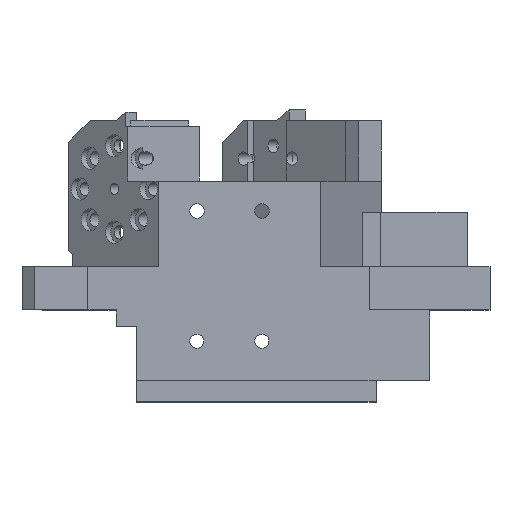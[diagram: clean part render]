
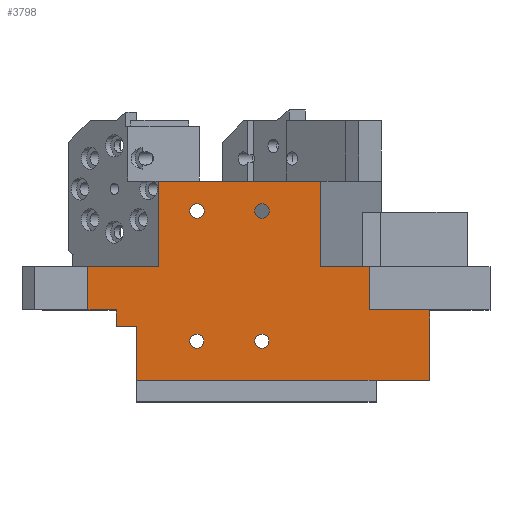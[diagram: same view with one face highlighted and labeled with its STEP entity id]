
A CAD part, top view. The second image highlights one B-rep face of the part: STEP entity #3798.
In plain terms, the highlighted planar face has unit normal (0, 0, 1).
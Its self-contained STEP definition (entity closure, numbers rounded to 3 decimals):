
#118=FACE_BOUND('',#896,.T.);
#119=FACE_BOUND('',#897,.T.);
#120=FACE_BOUND('',#898,.T.);
#121=FACE_BOUND('',#899,.T.);
#439=PLANE('',#4143);
#628=FACE_OUTER_BOUND('',#895,.T.);
#895=EDGE_LOOP('',(#3504,#3505,#3506,#3507,#3508,#3509,#3510,#3511,#3512,
#3513,#3514,#3515,#3516,#3517,#3518));
#896=EDGE_LOOP('',(#3519));
#897=EDGE_LOOP('',(#3520));
#898=EDGE_LOOP('',(#3521));
#899=EDGE_LOOP('',(#3522));
#930=LINE('',#5240,#1289);
#985=LINE('',#5433,#1344);
#989=LINE('',#5441,#1348);
#1032=LINE('',#5543,#1391);
#1046=LINE('',#5586,#1405);
#1092=LINE('',#5691,#1451);
#1123=LINE('',#5762,#1482);
#1132=LINE('',#5778,#1491);
#1191=LINE('',#5967,#1550);
#1248=LINE('',#6151,#1607);
#1250=LINE('',#6154,#1609);
#1251=LINE('',#6156,#1610);
#1254=LINE('',#6163,#1613);
#1259=LINE('',#6171,#1618);
#1260=LINE('',#6173,#1619);
#1289=VECTOR('',#4206,10.);
#1344=VECTOR('',#4385,10.);
#1348=VECTOR('',#4391,10.);
#1391=VECTOR('',#4464,10.);
#1405=VECTOR('',#4496,10.);
#1451=VECTOR('',#4592,10.);
#1482=VECTOR('',#4661,10.);
#1491=VECTOR('',#4672,10.);
#1550=VECTOR('',#4879,10.);
#1607=VECTOR('',#5118,10.);
#1609=VECTOR('',#5122,10.);
#1610=VECTOR('',#5125,10.);
#1613=VECTOR('',#5132,10.);
#1618=VECTOR('',#5141,10.);
#1619=VECTOR('',#5144,10.);
#1704=CIRCLE('',#4009,1.35);
#1705=CIRCLE('',#4011,1.35);
#1750=CIRCLE('',#4126,1.3);
#1751=CIRCLE('',#4128,1.3);
#1783=VERTEX_POINT('',#5237);
#1784=VERTEX_POINT('',#5239);
#1857=VERTEX_POINT('',#5426);
#1860=VERTEX_POINT('',#5431);
#1863=VERTEX_POINT('',#5439);
#1906=VERTEX_POINT('',#5540);
#1907=VERTEX_POINT('',#5542);
#1927=VERTEX_POINT('',#5584);
#1961=VERTEX_POINT('',#5690);
#1982=VERTEX_POINT('',#5761);
#1988=VERTEX_POINT('',#5777);
#2021=VERTEX_POINT('',#5885);
#2022=VERTEX_POINT('',#5889);
#2035=VERTEX_POINT('',#5929);
#2041=VERTEX_POINT('',#5950);
#2078=VERTEX_POINT('',#6131);
#2079=VERTEX_POINT('',#6135);
#2080=VERTEX_POINT('',#6150);
#2082=VERTEX_POINT('',#6162);
#2112=EDGE_CURVE('',#1784,#1783,#930,.T.);
#2204=EDGE_CURVE('',#1857,#1860,#985,.T.);
#2208=EDGE_CURVE('',#1860,#1863,#989,.T.);
#2258=EDGE_CURVE('',#1906,#1907,#1032,.T.);
#2280=EDGE_CURVE('',#1906,#1927,#1046,.T.);
#2333=EDGE_CURVE('',#1907,#1961,#1092,.T.);
#2368=EDGE_CURVE('',#1982,#1961,#1123,.T.);
#2377=EDGE_CURVE('',#1988,#1982,#1132,.T.);
#2431=EDGE_CURVE('',#2021,#2021,#1704,.T.);
#2433=EDGE_CURVE('',#2022,#2022,#1705,.T.);
#2470=EDGE_CURVE('',#2035,#2041,#1191,.T.);
#2550=EDGE_CURVE('',#2078,#2078,#1750,.T.);
#2552=EDGE_CURVE('',#2079,#2079,#1751,.T.);
#2557=EDGE_CURVE('',#1784,#2080,#1248,.T.);
#2559=EDGE_CURVE('',#1863,#2035,#1250,.T.);
#2560=EDGE_CURVE('',#2041,#2080,#1251,.T.);
#2563=EDGE_CURVE('',#1857,#2082,#1254,.T.);
#2568=EDGE_CURVE('',#2082,#1927,#1259,.T.);
#2569=EDGE_CURVE('',#1783,#1988,#1260,.T.);
#3504=ORIENTED_EDGE('',*,*,#2333,.F.);
#3505=ORIENTED_EDGE('',*,*,#2258,.F.);
#3506=ORIENTED_EDGE('',*,*,#2280,.T.);
#3507=ORIENTED_EDGE('',*,*,#2568,.F.);
#3508=ORIENTED_EDGE('',*,*,#2563,.F.);
#3509=ORIENTED_EDGE('',*,*,#2204,.T.);
#3510=ORIENTED_EDGE('',*,*,#2208,.T.);
#3511=ORIENTED_EDGE('',*,*,#2559,.T.);
#3512=ORIENTED_EDGE('',*,*,#2470,.T.);
#3513=ORIENTED_EDGE('',*,*,#2560,.T.);
#3514=ORIENTED_EDGE('',*,*,#2557,.F.);
#3515=ORIENTED_EDGE('',*,*,#2112,.T.);
#3516=ORIENTED_EDGE('',*,*,#2569,.T.);
#3517=ORIENTED_EDGE('',*,*,#2377,.T.);
#3518=ORIENTED_EDGE('',*,*,#2368,.T.);
#3519=ORIENTED_EDGE('',*,*,#2431,.F.);
#3520=ORIENTED_EDGE('',*,*,#2433,.F.);
#3521=ORIENTED_EDGE('',*,*,#2550,.F.);
#3522=ORIENTED_EDGE('',*,*,#2552,.F.);
#3798=ADVANCED_FACE('',(#628,#118,#119,#120,#121),#439,.F.);
#4009=AXIS2_PLACEMENT_3D('',#5886,#4784,#4785);
#4011=AXIS2_PLACEMENT_3D('',#5890,#4789,#4790);
#4126=AXIS2_PLACEMENT_3D('',#6133,#5091,#5092);
#4128=AXIS2_PLACEMENT_3D('',#6137,#5096,#5097);
#4143=AXIS2_PLACEMENT_3D('',#6172,#5142,#5143);
#4206=DIRECTION('',(-1.,0.,0.));
#4385=DIRECTION('',(0.,-1.,0.));
#4391=DIRECTION('',(1.,0.,0.));
#4464=DIRECTION('',(0.,1.,0.));
#4496=DIRECTION('',(-1.,0.,0.));
#4592=DIRECTION('',(1.,0.,0.));
#4661=DIRECTION('',(0.,1.,0.));
#4672=DIRECTION('',(-1.,0.,0.));
#4784=DIRECTION('center_axis',(0.,0.,1.));
#4785=DIRECTION('ref_axis',(1.,0.,0.));
#4789=DIRECTION('center_axis',(0.,0.,1.));
#4790=DIRECTION('ref_axis',(1.,0.,0.));
#4879=DIRECTION('',(1.,0.,0.));
#5091=DIRECTION('center_axis',(0.,0.,1.));
#5092=DIRECTION('ref_axis',(1.,0.,0.));
#5096=DIRECTION('center_axis',(0.,0.,1.));
#5097=DIRECTION('ref_axis',(1.,0.,0.));
#5118=DIRECTION('',(0.,-1.,0.));
#5122=DIRECTION('',(0.,-1.,0.));
#5125=DIRECTION('',(1.,0.,0.));
#5132=DIRECTION('',(-1.,0.,0.));
#5141=DIRECTION('',(0.,1.,0.));
#5142=DIRECTION('center_axis',(0.,0.,-1.));
#5143=DIRECTION('ref_axis',(-1.,0.,0.));
#5144=DIRECTION('',(0.,1.,0.));
#5237=CARTESIAN_POINT('',(34.084,0.,5.066));
#5239=CARTESIAN_POINT('',(45.184,0.,5.066));
#5240=CARTESIAN_POINT('',(2.685,0.,5.066));
#5426=CARTESIAN_POINT('',(-12.703,0.,5.066));
#5431=CARTESIAN_POINT('',(-12.703,-3.,5.066));
#5433=CARTESIAN_POINT('',(-12.703,0.,5.066));
#5439=CARTESIAN_POINT('',(-8.914,-3.,5.066));
#5441=CARTESIAN_POINT('',(-17.916,-3.,5.066));
#5540=CARTESIAN_POINT('',(-4.939,8.,5.066));
#5542=CARTESIAN_POINT('',(-4.939,23.8,5.066));
#5543=CARTESIAN_POINT('',(-4.939,8.,5.066));
#5584=CARTESIAN_POINT('',(-17.916,8.,5.066));
#5586=CARTESIAN_POINT('',(34.084,8.,5.066));
#5690=CARTESIAN_POINT('',(25.084,23.8,5.066));
#5691=CARTESIAN_POINT('',(22.923,23.8,5.066));
#5761=CARTESIAN_POINT('',(25.084,8.,5.066));
#5762=CARTESIAN_POINT('',(25.084,8.,5.066));
#5777=CARTESIAN_POINT('',(34.084,8.,5.066));
#5778=CARTESIAN_POINT('',(34.084,8.,5.066));
#5885=CARTESIAN_POINT('',(0.834,18.25,5.066));
#5886=CARTESIAN_POINT('Origin',(2.184,18.25,5.066));
#5889=CARTESIAN_POINT('',(12.834,18.25,5.066));
#5890=CARTESIAN_POINT('Origin',(14.184,18.25,5.066));
#5929=CARTESIAN_POINT('',(-8.914,-13.,5.066));
#5950=CARTESIAN_POINT('',(35.244,-13.,5.066));
#5967=CARTESIAN_POINT('',(-17.916,-13.,5.066));
#6131=CARTESIAN_POINT('',(12.884,-5.75,5.066));
#6133=CARTESIAN_POINT('Origin',(14.184,-5.75,5.066));
#6135=CARTESIAN_POINT('',(0.884,-5.75,5.066));
#6137=CARTESIAN_POINT('Origin',(2.184,-5.75,5.066));
#6150=CARTESIAN_POINT('',(45.184,-13.,5.066));
#6151=CARTESIAN_POINT('',(45.184,0.,5.066));
#6154=CARTESIAN_POINT('',(-8.914,0.,5.066));
#6156=CARTESIAN_POINT('',(-17.916,-13.,5.066));
#6162=CARTESIAN_POINT('',(-17.916,0.,5.066));
#6163=CARTESIAN_POINT('',(34.084,0.,5.066));
#6171=CARTESIAN_POINT('',(-17.916,0.,5.066));
#6172=CARTESIAN_POINT('Origin',(34.084,0.,5.066));
#6173=CARTESIAN_POINT('',(34.084,0.,5.066));
